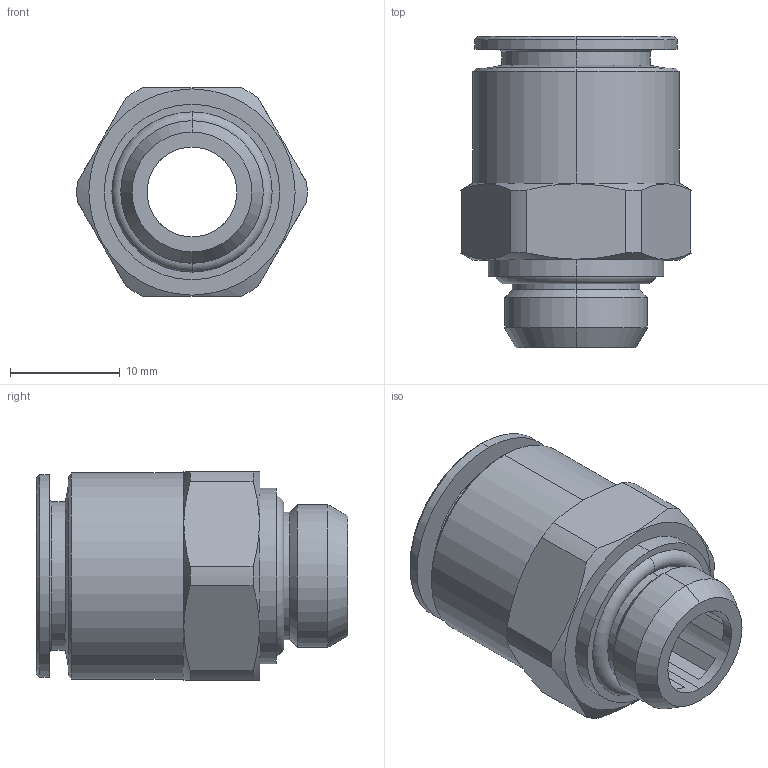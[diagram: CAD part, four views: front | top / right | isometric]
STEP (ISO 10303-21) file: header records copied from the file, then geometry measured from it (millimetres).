
FILE_DESCRIPTION (( 'STEP AP203' ), '1' );
FILE_NAME ('A0020062.STEP', '2009-01-20T09:39:47', ( '' ), ( 'sopra-pneumatic' ), 'SwSTEP 2.0', 'SolidWorks 2008', '' );
FILE_SCHEMA (( 'CONFIG_CONTROL_DESIGN' ));
Length unit declared in the file: millimetre
Products named in the file (1): A0020062
Bounding box: 20.99 x 28.4 x 19 mm (x, y, z)
Volume: 3968.9 mm3; surface area: 3206.8 mm2
Topology: 1 solids, 1 shells, 74 faces, 182 edges, 114 vertices
Faces by surface type: plane 30, cylinder 22, cone 20, torus 2
Entity records: 2367 total; most frequent: CARTESIAN_POINT 527, DIRECTION 380, ORIENTED_EDGE 364, EDGE_CURVE 182, AXIS2_PLACEMENT_3D 151, VERTEX_POINT 114, EDGE_LOOP 80, LINE 78
